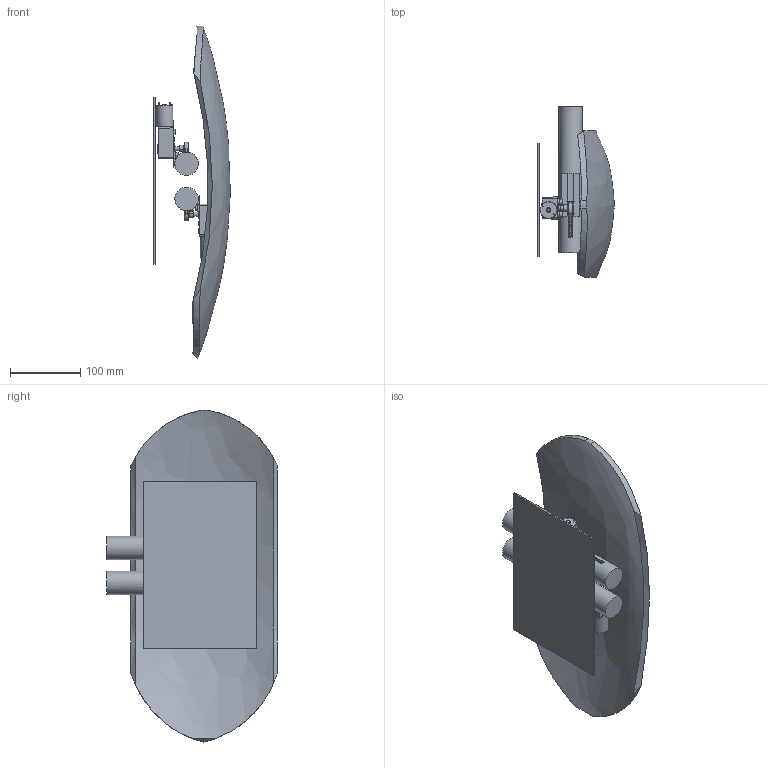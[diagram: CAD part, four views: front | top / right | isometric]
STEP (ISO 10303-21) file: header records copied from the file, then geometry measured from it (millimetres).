
FILE_DESCRIPTION(/* description */ (''),/* implementation_level */ '2;1');
FILE_NAME(/* name */ 'Turret.step',/* time_stamp */ '2024-07-12T22:25:00-04:00',/* author */ (''),/* organization */ (''),/* preprocessor_version */ 'ST-DEVELOPER v20',/* originating_system */ 'Autodesk Translation Framework v13.14.0.145',/* authorisation */ '');
FILE_SCHEMA (('AUTOMOTIVE_DESIGN { 1 0 10303 214 3 1 1 }'));
Products named in the file (6): Body; Gun Test; Gun Test_1; JGY-370; Gear; Arm
Assembly tree (8 placements, depth 3):
  Body
    Gun Test
      JGY-370
      Gear
      Arm
    Gun Test_1
      JGY-370
      Gear
      Arm
Bounding box: 109.48 x 243.3 x 473.73 mm (x, y, z)
Volume: 1107611.3 mm3; surface area: 380778.5 mm2
Topology: 14 solids, 14 shells, 1431 faces, 3791 edges, 2522 vertices
Faces by surface type: plane 653, bspline 466, cylinder 308, torus 4
Full cylindrical faces by diameter (mm): 3 x10, 3.25 x4, 4 x4, 6 x2, 6.3 x2, 7.2 x12, 8.2 x4, 13 x2, 13.2 x2, 22 x2, 23 x2, 23.3 x2, 24 x2, 33.4 x2
Entity records: 50900 total; most frequent: CARTESIAN_POINT 32465, ORIENTED_EDGE 4198, DIRECTION 3122, EDGE_CURVE 2099, VERTEX_POINT 1396, LINE 1158, VECTOR 1158, AXIS2_PLACEMENT_3D 982
